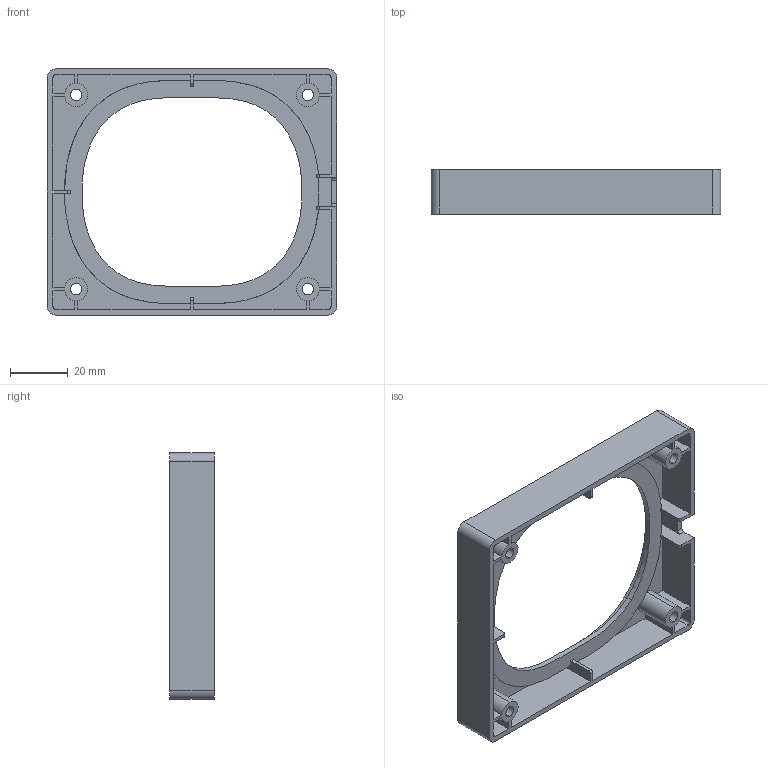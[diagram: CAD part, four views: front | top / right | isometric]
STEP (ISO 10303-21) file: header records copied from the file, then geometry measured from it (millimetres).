
FILE_DESCRIPTION (( 'STEP AP203' ), '1' );
FILE_NAME ('芵噩假蚾輸.STEP', '2022-09-08T09:19:00', ( '' ), ( '' ), 'SwSTEP 2.0', 'SolidWorks 2016', '' );
FILE_SCHEMA (( 'CONFIG_CONTROL_DESIGN' ));
Length unit declared in the file: millimetre
Products named in the file (1): 芵噩假蚾輸
Bounding box: 100 x 15.4 x 85 mm (x, y, z)
Volume: 22871.4 mm3; surface area: 24255.7 mm2
Topology: 1 solids, 1 shells, 116 faces, 327 edges, 218 vertices
Faces by surface type: plane 66, cylinder 33, bspline 17
Entity records: 5444 total; most frequent: CARTESIAN_POINT 2391, ORIENTED_EDGE 654, DIRECTION 559, EDGE_CURVE 327, VECTOR 227, LINE 227, VERTEX_POINT 218, AXIS2_PLACEMENT_3D 166
